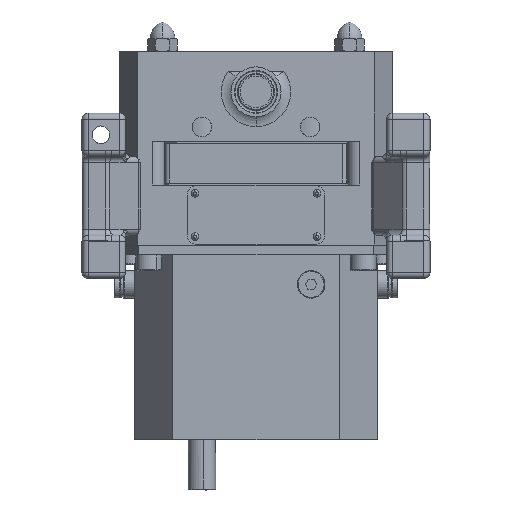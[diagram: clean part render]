
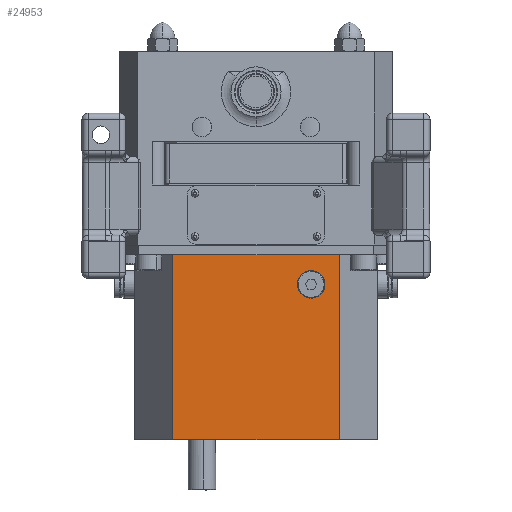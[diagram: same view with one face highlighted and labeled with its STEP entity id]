
A CAD part, front view. The second image highlights one B-rep face of the part: STEP entity #24953.
In plain terms, the highlighted planar face has unit normal (0, -1, 0).
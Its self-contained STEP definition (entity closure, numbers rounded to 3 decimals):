
#36 = DIRECTION ( 'NONE',  ( 0., -1., 0. ) ) ;
#62 = FACE_OUTER_BOUND ( 'NONE', #23079, .T. ) ;
#245 = VERTEX_POINT ( 'NONE', #4286 ) ;
#583 = EDGE_LOOP ( 'NONE', ( #10257, #11865 ) ) ;
#671 = DIRECTION ( 'NONE',  ( 0., -1., 0. ) ) ;
#779 = CARTESIAN_POINT ( 'NONE',  ( 42.198, -37.003, -82.799 ) ) ;
#1180 = CARTESIAN_POINT ( 'NONE',  ( 42.198, -37.003, -176.799 ) ) ;
#1289 = CARTESIAN_POINT ( 'NONE',  ( -42.194, -37.003, -176.799 ) ) ;
#1730 = DIRECTION ( 'NONE',  ( -1., 0., 0. ) ) ;
#2318 = EDGE_CURVE ( 'NONE', #245, #6793, #4631, .T. ) ;
#2357 = PLANE ( 'NONE',  #22583 ) ;
#2801 = VECTOR ( 'NONE', #1730, 1000. ) ;
#4286 = CARTESIAN_POINT ( 'NONE',  ( 42.198, -37.003, -82.799 ) ) ;
#4631 = LINE ( 'NONE', #28392, #22228 ) ;
#4658 = CIRCLE ( 'NONE', #15218, 7. ) ;
#5080 = LINE ( 'NONE', #779, #26260 ) ;
#6788 = EDGE_CURVE ( 'NONE', #16841, #16879, #12279, .T. ) ;
#6793 = VERTEX_POINT ( 'NONE', #20035 ) ;
#6931 = CARTESIAN_POINT ( 'NONE',  ( 28.002, -37.003, -97.799 ) ) ;
#7103 = DIRECTION ( 'NONE',  ( 0., 0., -1. ) ) ;
#7269 = CARTESIAN_POINT ( 'NONE',  ( -42.194, -37.003, -82.799 ) ) ;
#8813 = ORIENTED_EDGE ( 'NONE', *, *, #20411, .F. ) ;
#8999 = DIRECTION ( 'NONE',  ( 0., -1., 0. ) ) ;
#10159 = ORIENTED_EDGE ( 'NONE', *, *, #14060, .T. ) ;
#10257 = ORIENTED_EDGE ( 'NONE', *, *, #25472, .F. ) ;
#11002 = FACE_BOUND ( 'NONE', #583, .T. ) ;
#11607 = CARTESIAN_POINT ( 'NONE',  ( 28.002, -37.003, -97.799 ) ) ;
#11865 = ORIENTED_EDGE ( 'NONE', *, *, #6788, .F. ) ;
#12004 = DIRECTION ( 'NONE',  ( 0., 0., -1. ) ) ;
#12279 = CIRCLE ( 'NONE', #25159, 7. ) ;
#14060 = EDGE_CURVE ( 'NONE', #6793, #24368, #24701, .T. ) ;
#15142 = VERTEX_POINT ( 'NONE', #1180 ) ;
#15185 = ORIENTED_EDGE ( 'NONE', *, *, #24574, .F. ) ;
#15218 = AXIS2_PLACEMENT_3D ( 'NONE', #11607, #671, #16346 ) ;
#15545 = CARTESIAN_POINT ( 'NONE',  ( 28.002, -37.003, -90.799 ) ) ;
#16346 = DIRECTION ( 'NONE',  ( 0., 0., 1. ) ) ;
#16841 = VERTEX_POINT ( 'NONE', #17995 ) ;
#16879 = VERTEX_POINT ( 'NONE', #15545 ) ;
#17763 = DIRECTION ( 'NONE',  ( -1., 0., 0. ) ) ;
#17995 = CARTESIAN_POINT ( 'NONE',  ( 28.002, -37.003, -104.799 ) ) ;
#19918 = CARTESIAN_POINT ( 'NONE',  ( -42.194, -37.003, -82.799 ) ) ;
#20035 = CARTESIAN_POINT ( 'NONE',  ( -42.194, -37.003, -82.799 ) ) ;
#20411 = EDGE_CURVE ( 'NONE', #245, #15142, #5080, .T. ) ;
#20484 = VECTOR ( 'NONE', #12004, 1000. ) ;
#21716 = LINE ( 'NONE', #26322, #2801 ) ;
#22053 = DIRECTION ( 'NONE',  ( 0., 0., 1. ) ) ;
#22228 = VECTOR ( 'NONE', #26523, 1000. ) ;
#22583 = AXIS2_PLACEMENT_3D ( 'NONE', #19918, #8999, #17763 ) ;
#23079 = EDGE_LOOP ( 'NONE', ( #15185, #8813, #25994, #10159 ) ) ;
#24368 = VERTEX_POINT ( 'NONE', #1289 ) ;
#24574 = EDGE_CURVE ( 'NONE', #15142, #24368, #21716, .T. ) ;
#24701 = LINE ( 'NONE', #7269, #20484 ) ;
#24953 = ADVANCED_FACE ( 'NONE', ( #11002, #62 ), #2357, .T. ) ;
#25159 = AXIS2_PLACEMENT_3D ( 'NONE', #6931, #36, #22053 ) ;
#25472 = EDGE_CURVE ( 'NONE', #16879, #16841, #4658, .T. ) ;
#25994 = ORIENTED_EDGE ( 'NONE', *, *, #2318, .T. ) ;
#26260 = VECTOR ( 'NONE', #7103, 1000. ) ;
#26322 = CARTESIAN_POINT ( 'NONE',  ( -42.194, -37.003, -176.799 ) ) ;
#26523 = DIRECTION ( 'NONE',  ( -1., 0., 0. ) ) ;
#28392 = CARTESIAN_POINT ( 'NONE',  ( -42.194, -37.003, -82.799 ) ) ;
